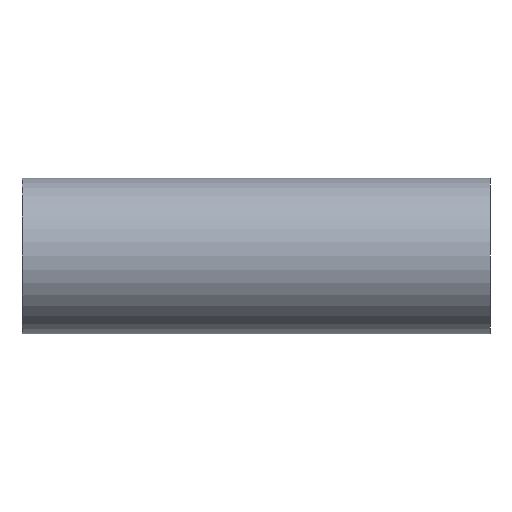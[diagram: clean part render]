
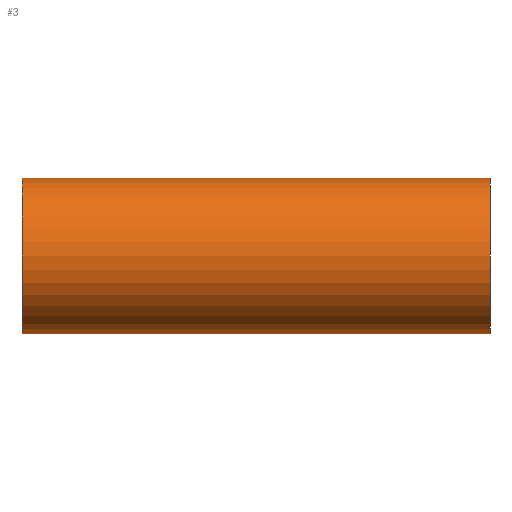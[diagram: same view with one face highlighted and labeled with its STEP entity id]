
A CAD part, left-side view. The second image highlights one B-rep face of the part: STEP entity #3.
In plain terms, the highlighted cylindrical face has radius 12.696 mm (diameter 25.392 mm), a partial arc.
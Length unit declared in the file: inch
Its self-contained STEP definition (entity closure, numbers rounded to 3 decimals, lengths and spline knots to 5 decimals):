
#3 = ADVANCED_FACE ( 'NONE', ( #161 ), #194, .T. ) ;
#13 = DIRECTION ( 'NONE',  ( 0., 1., 0. ) ) ;
#16 = DIRECTION ( 'NONE',  ( 0., 0., -1. ) ) ;
#23 = ORIENTED_EDGE ( 'NONE', *, *, #213, .F. ) ;
#24 = VECTOR ( 'NONE', #138, 39.37008 ) ;
#37 = CARTESIAN_POINT ( 'NONE',  ( 0., 3., -0.49985 ) ) ;
#52 = ORIENTED_EDGE ( 'NONE', *, *, #232, .T. ) ;
#57 = VERTEX_POINT ( 'NONE', #207 ) ;
#59 = EDGE_CURVE ( 'NONE', #139, #108, #212, .T. ) ;
#73 = DIRECTION ( 'NONE',  ( 0., -1., 0. ) ) ;
#80 = CARTESIAN_POINT ( 'NONE',  ( 0., 3., 0.49985 ) ) ;
#90 = CARTESIAN_POINT ( 'NONE',  ( 0., 3., 0. ) ) ;
#96 = LINE ( 'NONE', #80, #24 ) ;
#105 = CARTESIAN_POINT ( 'NONE',  ( 0., 3., 0. ) ) ;
#108 = VERTEX_POINT ( 'NONE', #121 ) ;
#117 = ORIENTED_EDGE ( 'NONE', *, *, #132, .F. ) ;
#121 = CARTESIAN_POINT ( 'NONE',  ( 0., 0., -0.49985 ) ) ;
#132 = EDGE_CURVE ( 'NONE', #57, #239, #96, .T. ) ;
#138 = DIRECTION ( 'NONE',  ( 0., -1., 0. ) ) ;
#139 = VERTEX_POINT ( 'NONE', #215 ) ;
#145 = CARTESIAN_POINT ( 'NONE',  ( 0., 0., 0.49985 ) ) ;
#150 = ORIENTED_EDGE ( 'NONE', *, *, #59, .T. ) ;
#152 = AXIS2_PLACEMENT_3D ( 'NONE', #224, #222, #200 ) ;
#156 = CIRCLE ( 'NONE', #165, 0.49985 ) ;
#161 = FACE_OUTER_BOUND ( 'NONE', #221, .T. ) ;
#165 = AXIS2_PLACEMENT_3D ( 'NONE', #105, #13, #172 ) ;
#170 = CIRCLE ( 'NONE', #152, 0.49985 ) ;
#172 = DIRECTION ( 'NONE',  ( 0., 0., 1. ) ) ;
#188 = VECTOR ( 'NONE', #195, 39.37008 ) ;
#194 = CYLINDRICAL_SURFACE ( 'NONE', #206, 0.49985 ) ;
#195 = DIRECTION ( 'NONE',  ( 0., -1., 0. ) ) ;
#200 = DIRECTION ( 'NONE',  ( 0., 0., 1. ) ) ;
#206 = AXIS2_PLACEMENT_3D ( 'NONE', #90, #73, #16 ) ;
#207 = CARTESIAN_POINT ( 'NONE',  ( 0., 3., 0.49985 ) ) ;
#212 = LINE ( 'NONE', #37, #188 ) ;
#213 = EDGE_CURVE ( 'NONE', #139, #57, #156, .T. ) ;
#215 = CARTESIAN_POINT ( 'NONE',  ( 0., 3., -0.49985 ) ) ;
#221 = EDGE_LOOP ( 'NONE', ( #117, #23, #150, #52 ) ) ;
#222 = DIRECTION ( 'NONE',  ( 0., 1., 0. ) ) ;
#224 = CARTESIAN_POINT ( 'NONE',  ( 0., 0., 0. ) ) ;
#232 = EDGE_CURVE ( 'NONE', #108, #239, #170, .T. ) ;
#239 = VERTEX_POINT ( 'NONE', #145 ) ;
